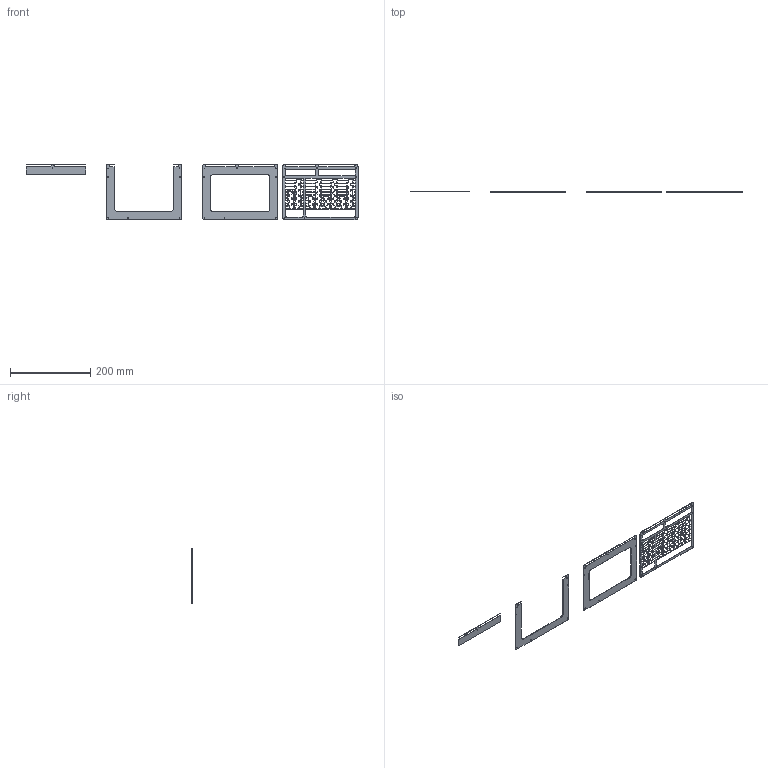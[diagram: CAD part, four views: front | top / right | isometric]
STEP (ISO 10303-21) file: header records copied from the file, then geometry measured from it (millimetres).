
FILE_DESCRIPTION(/* description */ (''),/* implementation_level */ '2;1');
FILE_NAME(/* name */ 'Untitled v2.step',/* time_stamp */ '2024-10-15T20:21:08+02:00',/* author */ (''),/* organization */ (''),/* preprocessor_version */ 'ST-DEVELOPER v20',/* originating_system */ 'Autodesk Translation Framework v13.20.0.188',/* authorisation */ '');
FILE_SCHEMA (('AUTOMOTIVE_DESIGN { 1 0 10303 214 3 1 1 }'));
Length unit declared in the file: millimetre
Products named in the file (1): Untitled
Bounding box: 828.32 x 2 x 138 mm (x, y, z)
Volume: 31293.1 mm3; surface area: 72252.8 mm2
Topology: 4 solids, 4 shells, 1034 faces, 3054 edges, 2036 vertices
Faces by surface type: plane 836, bspline 198
Entity records: 34834 total; most frequent: CARTESIAN_POINT 8699, ORIENTED_EDGE 6108, DIRECTION 4332, EDGE_CURVE 3054, LINE 2658, VECTOR 2658, VERTEX_POINT 2036, EDGE_LOOP 1268
